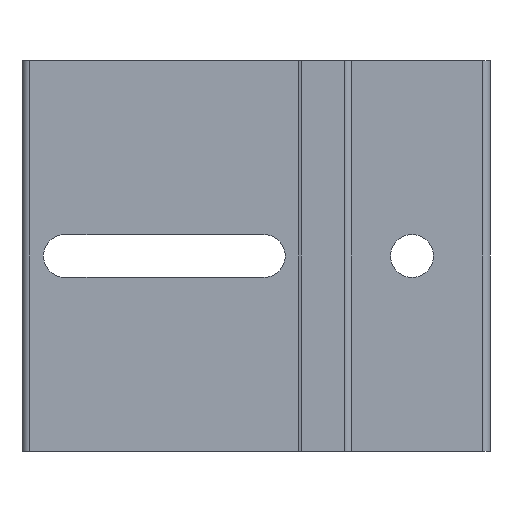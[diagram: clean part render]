
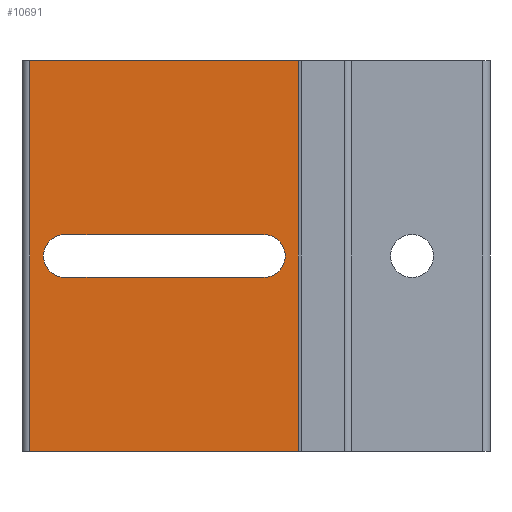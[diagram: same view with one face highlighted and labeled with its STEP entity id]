
A CAD part, front view. The second image highlights one B-rep face of the part: STEP entity #10691.
In plain terms, the highlighted planar face has unit normal (0, -1, 0).
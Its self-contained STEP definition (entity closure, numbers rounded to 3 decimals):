
#1434=CARTESIAN_POINT('',(-5.9,0.,-25.0));
#1435=VERTEX_POINT('',#1434);
#1443=CARTESIAN_POINT('',(-40.3,0.,-25.0));
#1444=VERTEX_POINT('',#1443);
#1445=CARTESIAN_POINT('',(-40.3,0.,-25.0));
#1446=DIRECTION('',(1.0,0.0,0.0));
#1447=VECTOR('',#1446,34.4);
#1448=LINE('',#1445,#1447);
#1449=EDGE_CURVE('',#1444,#1435,#1448,.T.);
#1523=CARTESIAN_POINT('',(-40.3,0.,25.0));
#1524=VERTEX_POINT('',#1523);
#1532=CARTESIAN_POINT('',(-5.9,0.,25.0));
#1533=VERTEX_POINT('',#1532);
#1534=CARTESIAN_POINT('',(-5.9,0.,25.0));
#1535=DIRECTION('',(-1.0,0.0,0.0));
#1536=VECTOR('',#1535,34.4);
#1537=LINE('',#1534,#1536);
#1538=EDGE_CURVE('',#1533,#1524,#1537,.T.);
#2988=CARTESIAN_POINT('',(-10.3,0.,2.75));
#2989=VERTEX_POINT('',#2988);
#2996=CARTESIAN_POINT('',(-35.8,0.,2.75));
#2997=VERTEX_POINT('',#2996);
#2998=CARTESIAN_POINT('',(-35.8,0.,2.75));
#2999=DIRECTION('',(1.0,0.0,0.0));
#3000=VECTOR('',#2999,25.5);
#3001=LINE('',#2998,#3000);
#3002=EDGE_CURVE('',#2997,#2989,#3001,.T.);
#3028=CARTESIAN_POINT('',(-35.8,0.,-2.75));
#3029=VERTEX_POINT('',#3028);
#3030=CARTESIAN_POINT('',(-35.8,0.,0.0));
#3031=DIRECTION('',(0.0,1.0,0.0));
#3032=DIRECTION('',(0.0,0.0,1.0));
#3033=AXIS2_PLACEMENT_3D('',#3030,#3031,#3032);
#3034=CIRCLE('',#3033,2.75);
#3035=EDGE_CURVE('',#3029,#2997,#3034,.T.);
#3060=CARTESIAN_POINT('',(-10.3,0.,-2.75));
#3061=VERTEX_POINT('',#3060);
#3062=CARTESIAN_POINT('',(-10.3,0.,-2.75));
#3063=DIRECTION('',(-1.0,0.0,0.0));
#3064=VECTOR('',#3063,25.5);
#3065=LINE('',#3062,#3064);
#3066=EDGE_CURVE('',#3061,#3029,#3065,.T.);
#3090=CARTESIAN_POINT('',(-10.3,0.,0.0));
#3091=DIRECTION('',(0.0,1.0,0.0));
#3092=DIRECTION('',(0.0,0.0,-1.0));
#3093=AXIS2_PLACEMENT_3D('',#3090,#3091,#3092);
#3094=CIRCLE('',#3093,2.75);
#3095=EDGE_CURVE('',#2989,#3061,#3094,.T.);
#10658=CARTESIAN_POINT('',(-5.9,0.,25.0));
#10659=DIRECTION('',(0.0,0.0,-1.0));
#10660=VECTOR('',#10659,50.0);
#10661=LINE('',#10658,#10660);
#10662=EDGE_CURVE('',#1533,#1435,#10661,.T.);
#10669=CARTESIAN_POINT('',(-5.9,0.,0.0));
#10670=DIRECTION('',(0.0,-1.0,0.0));
#10671=DIRECTION('',(0.0,0.0,-1.0));
#10672=AXIS2_PLACEMENT_3D('',#10669,#10670,#10671);
#10673=PLANE('',#10672);
#10674=ORIENTED_EDGE('',*,*,#1538,.T.);
#10675=CARTESIAN_POINT('',(-40.3,0.,25.0));
#10676=DIRECTION('',(0.0,0.0,-1.0));
#10677=VECTOR('',#10676,50.0);
#10678=LINE('',#10675,#10677);
#10679=EDGE_CURVE('',#1524,#1444,#10678,.T.);
#10680=ORIENTED_EDGE('',*,*,#10679,.T.);
#10681=ORIENTED_EDGE('',*,*,#1449,.T.);
#10682=ORIENTED_EDGE('',*,*,#10662,.F.);
#10683=EDGE_LOOP('',(#10674,#10680,#10681,#10682));
#10684=FACE_OUTER_BOUND('',#10683,.T.);
#10685=ORIENTED_EDGE('',*,*,#3002,.T.);
#10686=ORIENTED_EDGE('',*,*,#3095,.T.);
#10687=ORIENTED_EDGE('',*,*,#3066,.T.);
#10688=ORIENTED_EDGE('',*,*,#3035,.T.);
#10689=EDGE_LOOP('',(#10685,#10686,#10687,#10688));
#10690=FACE_BOUND('',#10689,.T.);
#10691=ADVANCED_FACE('',(#10684,#10690),#10673,.T.);
